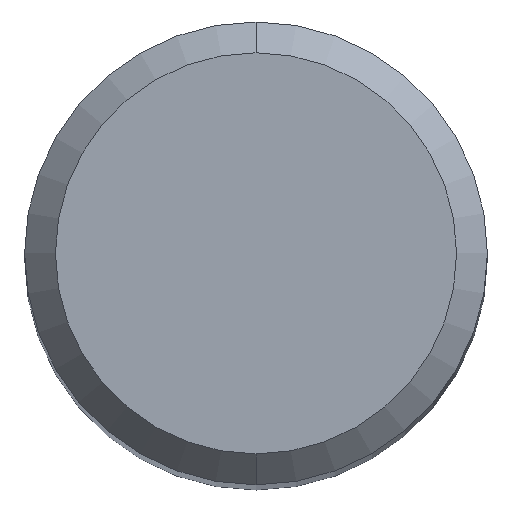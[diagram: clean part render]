
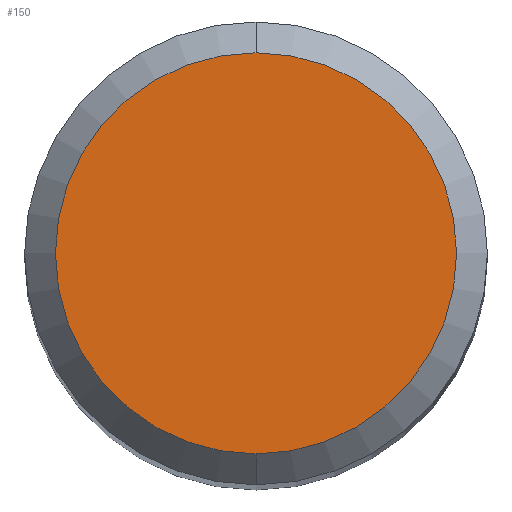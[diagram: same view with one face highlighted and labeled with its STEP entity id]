
A CAD part, top view. The second image highlights one B-rep face of the part: STEP entity #150.
In plain terms, the highlighted planar face has unit normal (0, 0, 1).
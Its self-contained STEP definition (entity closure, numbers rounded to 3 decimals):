
#128=EDGE_CURVE('',#208,#162,#316,.T.);
#150=ADVANCED_FACE('',(#340),#341,.T.);
#162=VERTEX_POINT('',#355);
#208=VERTEX_POINT('',#406);
#260=EDGE_CURVE('',#162,#208,#463,.T.);
#316=CIRCLE('',#518,2.6);
#340=FACE_OUTER_BOUND('',#553,.T.);
#341=PLANE('',#554);
#355=CARTESIAN_POINT('',(0.0,2.6,0.0));
#406=CARTESIAN_POINT('',(0.,-2.6,0.0));
#463=CIRCLE('',#702,2.6);
#518=AXIS2_PLACEMENT_3D('',#762,#763,#764);
#553=EDGE_LOOP('',(#792,#793));
#554=AXIS2_PLACEMENT_3D('',#794,#795,#796);
#702=AXIS2_PLACEMENT_3D('',#949,#950,#951);
#762=CARTESIAN_POINT('',(0.0,0.0,0.0));
#763=DIRECTION('',(0.0,0.0,-1.0));
#764=DIRECTION('',(0.0,1.0,0.0));
#792=ORIENTED_EDGE('',*,*,#260,.F.);
#793=ORIENTED_EDGE('',*,*,#128,.F.);
#794=CARTESIAN_POINT('',(0.0,1.3,0.0));
#795=DIRECTION('',(-0.0,0.0,1.0));
#796=DIRECTION('',(0.0,-1.0,0.0));
#949=CARTESIAN_POINT('',(0.0,0.0,0.0));
#950=DIRECTION('',(0.0,0.0,-1.0));
#951=DIRECTION('',(0.0,1.0,0.0));
